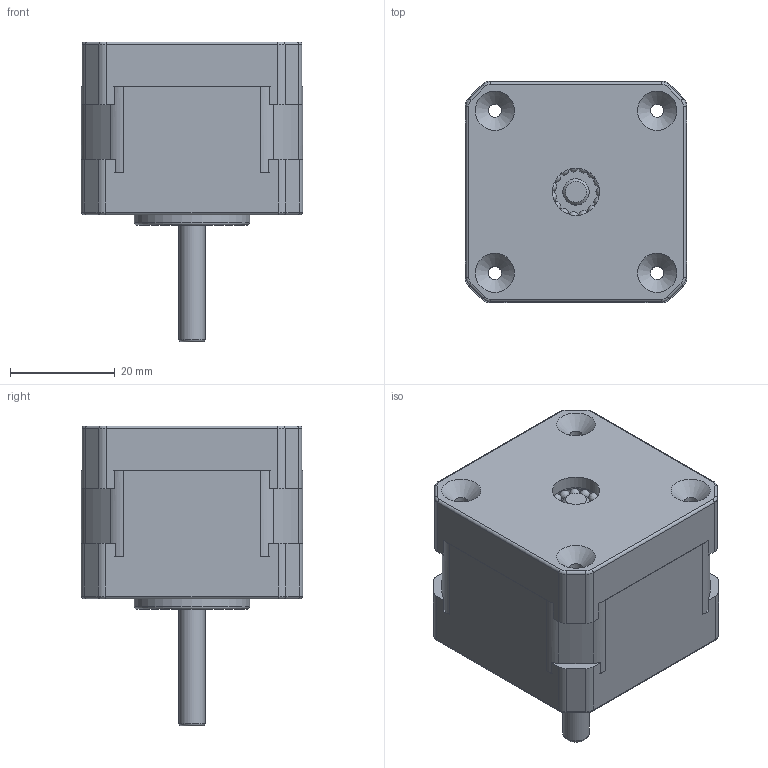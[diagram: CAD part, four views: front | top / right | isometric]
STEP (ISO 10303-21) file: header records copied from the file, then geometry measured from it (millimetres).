
FILE_DESCRIPTION(/* description */ (''),/* implementation_level */ '2;1');
FILE_NAME(/* name */ 'NEMA_17_PHB42W34-401.step',/* time_stamp */ '2022-09-29T12:31:10+02:00',/* author */ (''),/* organization */ (''),/* preprocessor_version */ 'ST-DEVELOPER v19',/* originating_system */ 'Autodesk Translation Framework v11.7.0.108',/* authorisation */ '');
FILE_SCHEMA (('AUTOMOTIVE_DESIGN { 1 0 10303 214 3 1 1 }'));
Length unit declared in the file: millimetre
Products named in the file (1): Modeling_NEMA_17_PHB42W34-401
Bounding box: 42.3 x 42.3 x 57.3 mm (x, y, z)
Volume: 42619.4 mm3; surface area: 15370.9 mm2
Topology: 1 solids, 1 shells, 174 faces, 530 edges, 338 vertices
Faces by surface type: cylinder 67, plane 48, torus 35, sphere 15, cone 9
Full cylindrical faces by diameter (mm): 2.5 x4, 5 x2, 9 x1, 10.795 x2, 12.7 x1, 16 x2, 22 x1, 31 x1, 33 x1
Entity records: 7239 total; most frequent: CARTESIAN_POINT 2513, DIRECTION 1002, ORIENTED_EDGE 1000, EDGE_CURVE 500, AXIS2_PLACEMENT_3D 417, VERTEX_POINT 338, CIRCLE 242, EDGE_LOOP 192
